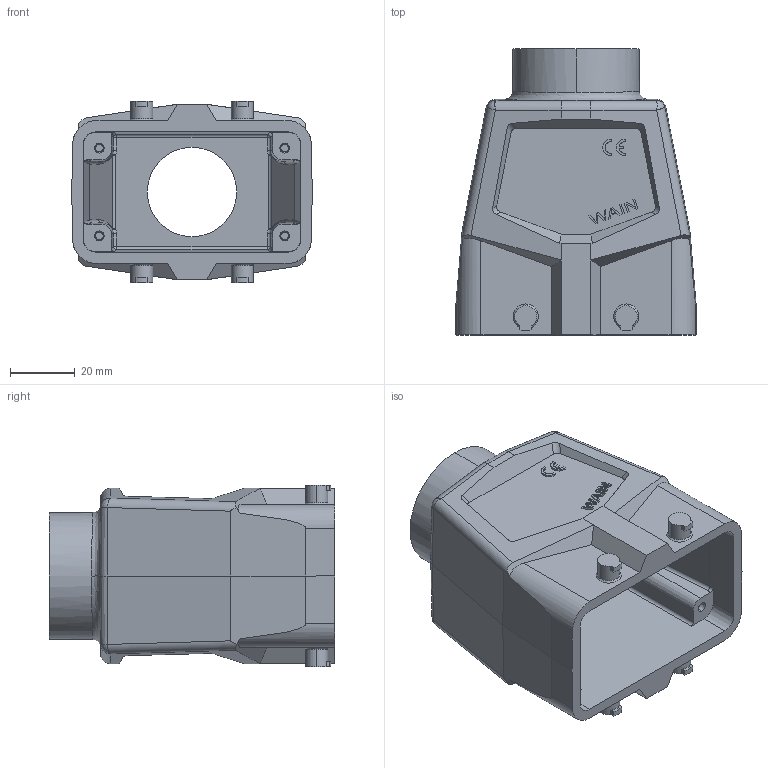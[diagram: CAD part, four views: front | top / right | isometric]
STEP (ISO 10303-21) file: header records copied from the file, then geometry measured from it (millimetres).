
FILE_DESCRIPTION((''),'2;1');
FILE_NAME('ASM0017_SW0001','2023-12-28T',('yp.zhu'),(''),'PRO/ENGINEER BY PARAMETRIC TECHNOLOGY CORPORATION, 2012480','PRO/ENGINEER BY PARAMETRIC TECHNOLOGY CORPORATION, 2012480','');
FILE_SCHEMA(('CONFIG_CONTROL_DESIGN'));
Length unit declared in the file: inch
Products named in the file (1): ASM0017_SW0001
Bounding box: 74 x 88 x 56 mm (x, y, z)
Volume: 85636.8 mm3; surface area: 38145.2 mm2
Topology: 1 solids, 1 shells, 352 faces, 929 edges, 591 vertices
Faces by surface type: plane 182, cylinder 93, cone 30, extrusion 20, bspline 15, sphere 8, torus 4
Entity records: 14059 total; most frequent: CARTESIAN_POINT 5581, ORIENTED_EDGE 1830, DIRECTION 1599, EDGE_CURVE 915, VECTOR 593, VERTEX_POINT 591, LINE 573, AXIS2_PLACEMENT_3D 503
